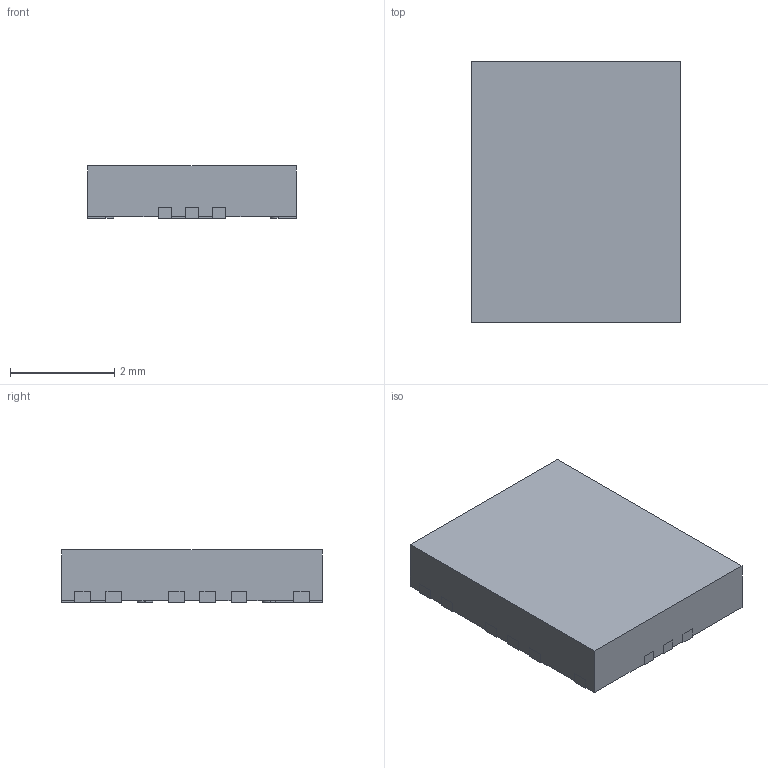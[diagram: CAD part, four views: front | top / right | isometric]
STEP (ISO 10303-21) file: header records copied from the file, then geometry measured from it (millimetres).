
FILE_DESCRIPTION((''),'2;1');
FILE_NAME('REM0014B_ASM','2022-05-04T13:10:13',('a0412086'),(''),'CREO PARAMETRIC BY PTC INC, 2018500','CREO PARAMETRIC BY PTC INC, 2018500','');
FILE_SCHEMA(('CONFIG_CONTROL_DESIGN','SHAPE_APPEARANCE_LAYERS_GROUPS'));
Length unit declared in the file: millimetre
Products named in the file (4): FRAME; BODY; PIN1_AREA; REM0014B_ASM
Assembly tree (3 placements, depth 2):
  REM0014B_ASM
    FRAME
    BODY
    PIN1_AREA
Bounding box: 4 x 5 x 1 mm (x, y, z)
Volume: 19.6 mm3; surface area: 74.1 mm2
Topology: 15 solids, 15 shells, 226 faces, 588 edges, 392 vertices
Faces by surface type: plane 178, cylinder 48
Entity records: 8985 total; most frequent: CARTESIAN_POINT 1213, ORIENTED_EDGE 1176, DIRECTION 1150, PRESENTATION_STYLE_ASSIGNMENT 621, STYLED_ITEM 603, CURVE_STYLE 588, EDGE_CURVE 588, VECTOR 492
